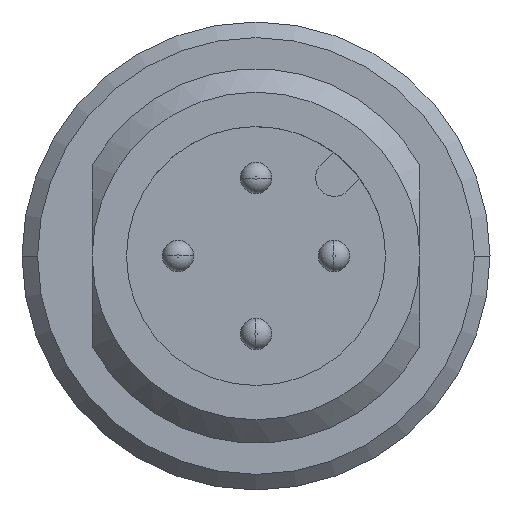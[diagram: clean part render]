
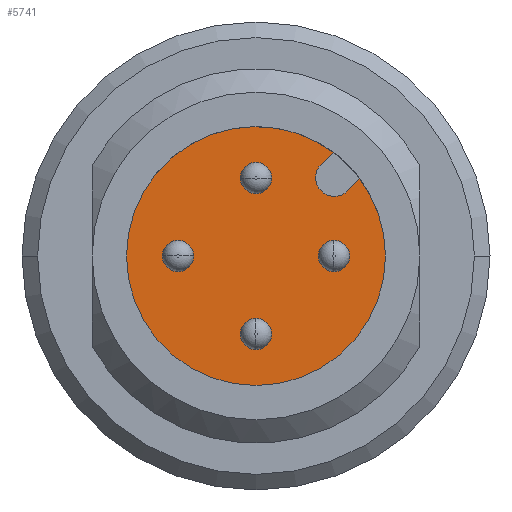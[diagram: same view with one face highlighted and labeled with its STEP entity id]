
A CAD part, left-side view. The second image highlights one B-rep face of the part: STEP entity #5741.
In plain terms, the highlighted planar face has unit normal (-1, 0, 0).
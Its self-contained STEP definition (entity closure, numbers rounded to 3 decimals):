
#15 = EDGE_LOOP ( 'NONE', ( #4085, #4423 ) ) ;
#16 = ORIENTED_EDGE ( 'NONE', *, *, #4822, .T. ) ;
#77 = DIRECTION ( 'NONE',  ( -1., 0., 0. ) ) ;
#133 = CARTESIAN_POINT ( 'NONE',  ( -8.6, 2.5, 0. ) ) ;
#155 = CIRCLE ( 'NONE', #2438, 0.5 ) ;
#157 = EDGE_CURVE ( 'NONE', #2221, #2790, #1564, .T. ) ;
#160 = FACE_BOUND ( 'NONE', #5510, .T. ) ;
#170 = CARTESIAN_POINT ( 'NONE',  ( -8.6, -2.5, 0. ) ) ;
#193 = VERTEX_POINT ( 'NONE', #4759 ) ;
#214 = FACE_BOUND ( 'NONE', #5620, .T. ) ;
#245 = EDGE_CURVE ( 'NONE', #396, #5601, #1264, .T. ) ;
#250 = FACE_BOUND ( 'NONE', #15, .T. ) ;
#257 = CARTESIAN_POINT ( 'NONE',  ( -8.6, 0., -2.5 ) ) ;
#263 = CARTESIAN_POINT ( 'NONE',  ( -8.6, 0., 0. ) ) ;
#386 = CARTESIAN_POINT ( 'NONE',  ( -8.6, -3.328, 2.479 ) ) ;
#396 = VERTEX_POINT ( 'NONE', #4187 ) ;
#437 = DIRECTION ( 'NONE',  ( 0., 1., 0. ) ) ;
#465 = VERTEX_POINT ( 'NONE', #2878 ) ;
#483 = DIRECTION ( 'NONE',  ( 0., 1., 0. ) ) ;
#560 = EDGE_CURVE ( 'NONE', #4176, #465, #2714, .T. ) ;
#580 = CIRCLE ( 'NONE', #3921, 0.5 ) ;
#655 = CARTESIAN_POINT ( 'NONE',  ( -8.6, -2.5, 0. ) ) ;
#657 = CARTESIAN_POINT ( 'NONE',  ( -8.6, 4.15, 0. ) ) ;
#658 = CARTESIAN_POINT ( 'NONE',  ( -8.6, 2.075, 0. ) ) ;
#707 = DIRECTION ( 'NONE',  ( -1., 0., 0. ) ) ;
#776 = AXIS2_PLACEMENT_3D ( 'NONE', #257, #4313, #4677 ) ;
#851 = DIRECTION ( 'NONE',  ( 0., 1., 0. ) ) ;
#915 = CIRCLE ( 'NONE', #1669, 4.15 ) ;
#930 = VERTEX_POINT ( 'NONE', #3494 ) ;
#1109 = FACE_BOUND ( 'NONE', #5142, .T. ) ;
#1193 = CIRCLE ( 'NONE', #4058, 0.5 ) ;
#1264 = LINE ( 'NONE', #1801, #3842 ) ;
#1275 = EDGE_CURVE ( 'NONE', #2790, #2221, #3657, .T. ) ;
#1391 = LINE ( 'NONE', #3648, #4682 ) ;
#1400 = AXIS2_PLACEMENT_3D ( 'NONE', #2177, #4704, #3294 ) ;
#1402 = CARTESIAN_POINT ( 'NONE',  ( -8.6, -2.479, 3.328 ) ) ;
#1444 = CARTESIAN_POINT ( 'NONE',  ( -8.6, -2., 0. ) ) ;
#1461 = EDGE_CURVE ( 'NONE', #4484, #5481, #915, .T. ) ;
#1564 = CIRCLE ( 'NONE', #2333, 0.5 ) ;
#1617 = DIRECTION ( 'NONE',  ( 1., 0., 0. ) ) ;
#1669 = AXIS2_PLACEMENT_3D ( 'NONE', #263, #707, #5246 ) ;
#1801 = CARTESIAN_POINT ( 'NONE',  ( -8.6, -2.086, 2.934 ) ) ;
#1817 = VERTEX_POINT ( 'NONE', #2126 ) ;
#1831 = CIRCLE ( 'NONE', #776, 0.5 ) ;
#1850 = AXIS2_PLACEMENT_3D ( 'NONE', #4435, #5274, #2066 ) ;
#1888 = DIRECTION ( 'NONE',  ( 0., 1., 0. ) ) ;
#1917 = AXIS2_PLACEMENT_3D ( 'NONE', #5013, #4012, #437 ) ;
#1922 = ORIENTED_EDGE ( 'NONE', *, *, #157, .T. ) ;
#1934 = CARTESIAN_POINT ( 'NONE',  ( -8.6, 2.5, 0. ) ) ;
#1973 = PLANE ( 'NONE',  #4082 ) ;
#1979 = CARTESIAN_POINT ( 'NONE',  ( -8.6, 0.5, 2.5 ) ) ;
#2005 = DIRECTION ( 'NONE',  ( 1., 0., 0. ) ) ;
#2014 = ORIENTED_EDGE ( 'NONE', *, *, #3357, .T. ) ;
#2022 = EDGE_CURVE ( 'NONE', #5601, #4484, #2594, .T. ) ;
#2066 = DIRECTION ( 'NONE',  ( 0., 1., 0. ) ) ;
#2102 = ORIENTED_EDGE ( 'NONE', *, *, #3328, .T. ) ;
#2126 = CARTESIAN_POINT ( 'NONE',  ( -8.6, -0.5, 2.5 ) ) ;
#2177 = CARTESIAN_POINT ( 'NONE',  ( -8.6, -2.51, 2.51 ) ) ;
#2180 = EDGE_CURVE ( 'NONE', #3360, #193, #5244, .T. ) ;
#2221 = VERTEX_POINT ( 'NONE', #1444 ) ;
#2227 = CARTESIAN_POINT ( 'NONE',  ( -8.6, -0.5, -2.5 ) ) ;
#2242 = ORIENTED_EDGE ( 'NONE', *, *, #5821, .T. ) ;
#2333 = AXIS2_PLACEMENT_3D ( 'NONE', #655, #3463, #4302 ) ;
#2412 = CARTESIAN_POINT ( 'NONE',  ( -8.6, 0., 0. ) ) ;
#2438 = AXIS2_PLACEMENT_3D ( 'NONE', #5721, #1617, #3819 ) ;
#2500 = ORIENTED_EDGE ( 'NONE', *, *, #1275, .T. ) ;
#2594 = CIRCLE ( 'NONE', #1917, 4.15 ) ;
#2606 = DIRECTION ( 'NONE',  ( 1., 0., 0. ) ) ;
#2714 = CIRCLE ( 'NONE', #1850, 0.5 ) ;
#2790 = VERTEX_POINT ( 'NONE', #5673 ) ;
#2834 = ORIENTED_EDGE ( 'NONE', *, *, #4584, .T. ) ;
#2878 = CARTESIAN_POINT ( 'NONE',  ( -8.6, 0.5, -2.5 ) ) ;
#2928 = ORIENTED_EDGE ( 'NONE', *, *, #2022, .T. ) ;
#2935 = DIRECTION ( 'NONE',  ( -1., 0., 0. ) ) ;
#3038 = CARTESIAN_POINT ( 'NONE',  ( -8.6, -4.15, 0. ) ) ;
#3120 = DIRECTION ( 'NONE',  ( 0., -0.707, 0.707 ) ) ;
#3294 = DIRECTION ( 'NONE',  ( 0., 0.707, 0.707 ) ) ;
#3316 = DIRECTION ( 'NONE',  ( 1., 0., 0. ) ) ;
#3318 = DIRECTION ( 'NONE',  ( 0., 0., 1. ) ) ;
#3328 = EDGE_CURVE ( 'NONE', #930, #396, #5786, .T. ) ;
#3352 = CARTESIAN_POINT ( 'NONE',  ( -8.6, 2., 0. ) ) ;
#3357 = EDGE_CURVE ( 'NONE', #193, #3360, #1193, .T. ) ;
#3358 = DIRECTION ( 'NONE',  ( 1., 0., 0. ) ) ;
#3360 = VERTEX_POINT ( 'NONE', #3352 ) ;
#3450 = VERTEX_POINT ( 'NONE', #1979 ) ;
#3463 = DIRECTION ( 'NONE',  ( 1., 0., 0. ) ) ;
#3494 = CARTESIAN_POINT ( 'NONE',  ( -8.6, -2.934, 2.086 ) ) ;
#3584 = CIRCLE ( 'NONE', #4347, 4.15 ) ;
#3648 = CARTESIAN_POINT ( 'NONE',  ( -8.6, -3.328, 2.479 ) ) ;
#3657 = CIRCLE ( 'NONE', #4427, 0.5 ) ;
#3676 = DIRECTION ( 'NONE',  ( 0., 0.707, -0.707 ) ) ;
#3694 = EDGE_CURVE ( 'NONE', #5481, #3959, #3584, .T. ) ;
#3819 = DIRECTION ( 'NONE',  ( 0., 1., 0. ) ) ;
#3842 = VECTOR ( 'NONE', #3120, 1000. ) ;
#3913 = CARTESIAN_POINT ( 'NONE',  ( -8.6, 0., 2.5 ) ) ;
#3921 = AXIS2_PLACEMENT_3D ( 'NONE', #3913, #2606, #851 ) ;
#3959 = VERTEX_POINT ( 'NONE', #386 ) ;
#3989 = ORIENTED_EDGE ( 'NONE', *, *, #3694, .T. ) ;
#4012 = DIRECTION ( 'NONE',  ( -1., 0., 0. ) ) ;
#4058 = AXIS2_PLACEMENT_3D ( 'NONE', #133, #2005, #4217 ) ;
#4082 = AXIS2_PLACEMENT_3D ( 'NONE', #658, #2935, #3318 ) ;
#4085 = ORIENTED_EDGE ( 'NONE', *, *, #4131, .T. ) ;
#4131 = EDGE_CURVE ( 'NONE', #465, #4176, #1831, .T. ) ;
#4176 = VERTEX_POINT ( 'NONE', #2227 ) ;
#4187 = CARTESIAN_POINT ( 'NONE',  ( -8.6, -2.086, 2.934 ) ) ;
#4217 = DIRECTION ( 'NONE',  ( 0., 1., 0. ) ) ;
#4242 = FACE_OUTER_BOUND ( 'NONE', #5178, .T. ) ;
#4302 = DIRECTION ( 'NONE',  ( 0., 1., 0. ) ) ;
#4313 = DIRECTION ( 'NONE',  ( 1., 0., 0. ) ) ;
#4347 = AXIS2_PLACEMENT_3D ( 'NONE', #2412, #77, #483 ) ;
#4382 = ORIENTED_EDGE ( 'NONE', *, *, #245, .T. ) ;
#4423 = ORIENTED_EDGE ( 'NONE', *, *, #560, .T. ) ;
#4427 = AXIS2_PLACEMENT_3D ( 'NONE', #170, #3358, #4610 ) ;
#4435 = CARTESIAN_POINT ( 'NONE',  ( -8.6, 0., -2.5 ) ) ;
#4484 = VERTEX_POINT ( 'NONE', #657 ) ;
#4584 = EDGE_CURVE ( 'NONE', #1817, #3450, #580, .T. ) ;
#4610 = DIRECTION ( 'NONE',  ( 0., 1., 0. ) ) ;
#4677 = DIRECTION ( 'NONE',  ( 0., 1., 0. ) ) ;
#4682 = VECTOR ( 'NONE', #3676, 1000. ) ;
#4704 = DIRECTION ( 'NONE',  ( 1., 0., 0. ) ) ;
#4759 = CARTESIAN_POINT ( 'NONE',  ( -8.6, 3., 0. ) ) ;
#4822 = EDGE_CURVE ( 'NONE', #3959, #930, #1391, .T. ) ;
#4967 = ORIENTED_EDGE ( 'NONE', *, *, #2180, .T. ) ;
#5013 = CARTESIAN_POINT ( 'NONE',  ( -8.6, 0., 0. ) ) ;
#5142 = EDGE_LOOP ( 'NONE', ( #1922, #2500 ) ) ;
#5178 = EDGE_LOOP ( 'NONE', ( #16, #2102, #4382, #2928, #5288, #3989 ) ) ;
#5244 = CIRCLE ( 'NONE', #5534, 0.5 ) ;
#5246 = DIRECTION ( 'NONE',  ( 0., 1., 0. ) ) ;
#5274 = DIRECTION ( 'NONE',  ( 1., 0., 0. ) ) ;
#5288 = ORIENTED_EDGE ( 'NONE', *, *, #1461, .T. ) ;
#5481 = VERTEX_POINT ( 'NONE', #3038 ) ;
#5510 = EDGE_LOOP ( 'NONE', ( #2014, #4967 ) ) ;
#5534 = AXIS2_PLACEMENT_3D ( 'NONE', #1934, #3316, #1888 ) ;
#5601 = VERTEX_POINT ( 'NONE', #1402 ) ;
#5620 = EDGE_LOOP ( 'NONE', ( #2242, #2834 ) ) ;
#5673 = CARTESIAN_POINT ( 'NONE',  ( -8.6, -3., 0. ) ) ;
#5721 = CARTESIAN_POINT ( 'NONE',  ( -8.6, 0., 2.5 ) ) ;
#5741 = ADVANCED_FACE ( 'NONE', ( #250, #1109, #214, #160, #4242 ), #1973, .T. ) ;
#5786 = CIRCLE ( 'NONE', #1400, 0.6 ) ;
#5821 = EDGE_CURVE ( 'NONE', #3450, #1817, #155, .T. ) ;
